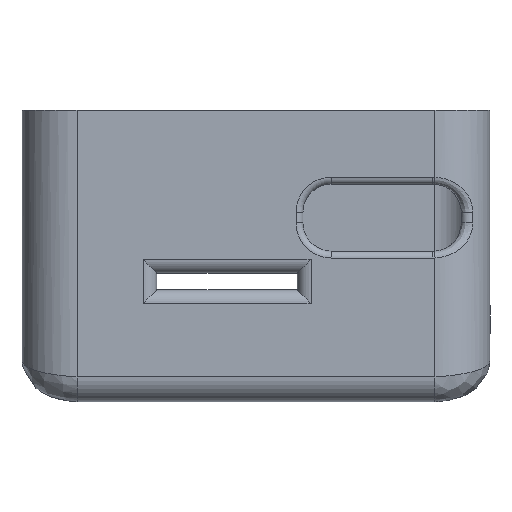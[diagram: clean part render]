
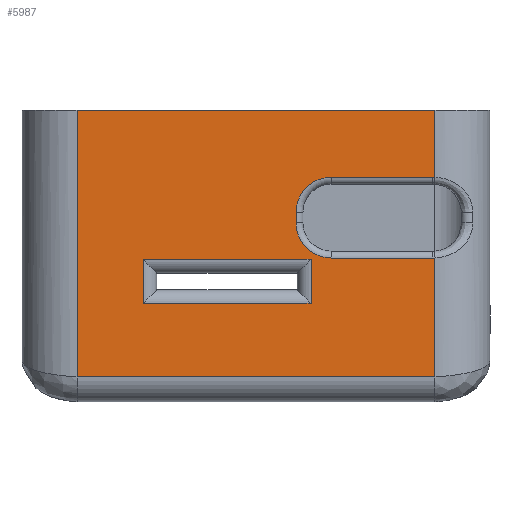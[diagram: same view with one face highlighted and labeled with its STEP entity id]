
A CAD part, left-side view. The second image highlights one B-rep face of the part: STEP entity #5987.
In plain terms, the highlighted planar face has unit normal (-1, 0, 0).
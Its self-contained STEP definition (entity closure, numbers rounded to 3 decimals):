
#4262 = VERTEX_POINT('',#4263);
#4263 = CARTESIAN_POINT('',(-21.,13.,52.4));
#4270 = EDGE_CURVE('',#4271,#4262,#4273,.T.);
#4271 = VERTEX_POINT('',#4272);
#4272 = CARTESIAN_POINT('',(-21.,-13.,52.4));
#4273 = LINE('',#4274,#4275);
#4274 = CARTESIAN_POINT('',(-21.,-13.,52.4));
#4275 = VECTOR('',#4276,1.);
#4276 = DIRECTION('',(0.,1.,0.));
#5950 = VERTEX_POINT('',#5951);
#5951 = CARTESIAN_POINT('',(-21.,13.,
    33.024));
#5977 = EDGE_CURVE('',#5950,#4262,#5978,.T.);
#5978 = LINE('',#5979,#5980);
#5979 = CARTESIAN_POINT('',(-21.,13.,41.4));
#5980 = VECTOR('',#5981,1.);
#5981 = DIRECTION('',(0.,0.,1.));
#5987 = ADVANCED_FACE('',(#5988,#6074),#6108,.T.);
#5988 = FACE_BOUND('',#5989,.T.);
#5989 = EDGE_LOOP('',(#5990,#6000,#6009,#6017,#6026,#6034,#6043,#6051,
    #6060,#6066,#6067,#6068));
#5990 = ORIENTED_EDGE('',*,*,#5991,.T.);
#5991 = EDGE_CURVE('',#5992,#5994,#5996,.T.);
#5992 = VERTEX_POINT('',#5993);
#5993 = CARTESIAN_POINT('',(-21.,-13.,
    33.024));
#5994 = VERTEX_POINT('',#5995);
#5995 = CARTESIAN_POINT('',(-21.,-13.,
    41.666));
#5996 = LINE('',#5997,#5998);
#5997 = CARTESIAN_POINT('',(-21.,-13.,24.4));
#5998 = VECTOR('',#5999,1.);
#5999 = DIRECTION('',(0.,0.,1.));
#6000 = ORIENTED_EDGE('',*,*,#6001,.F.);
#6001 = EDGE_CURVE('',#6002,#5994,#6004,.T.);
#6002 = VERTEX_POINT('',#6003);
#6003 = CARTESIAN_POINT('',(-21.,-12.857,
    41.662));
#6004 = CIRCLE('',#6005,2.55);
#6005 = AXIS2_PLACEMENT_3D('',#6006,#6007,#6008);
#6006 = CARTESIAN_POINT('',(-21.,-12.857,44.212));
#6007 = DIRECTION('',(-1.,0.,0.));
#6008 = DIRECTION('',(0.,0.,-1.));
#6009 = ORIENTED_EDGE('',*,*,#6010,.F.);
#6010 = EDGE_CURVE('',#6011,#6002,#6013,.T.);
#6011 = VERTEX_POINT('',#6012);
#6012 = CARTESIAN_POINT('',(-21.,-5.459,
    41.662));
#6013 = LINE('',#6014,#6015);
#6014 = CARTESIAN_POINT('',(-21.,-5.459,
    41.662));
#6015 = VECTOR('',#6016,1.);
#6016 = DIRECTION('',(0.,-1.,0.));
#6017 = ORIENTED_EDGE('',*,*,#6018,.F.);
#6018 = EDGE_CURVE('',#6019,#6011,#6021,.T.);
#6019 = VERTEX_POINT('',#6020);
#6020 = CARTESIAN_POINT('',(-21.,-2.909,44.212));
#6021 = CIRCLE('',#6022,2.55);
#6022 = AXIS2_PLACEMENT_3D('',#6023,#6024,#6025);
#6023 = CARTESIAN_POINT('',(-21.,-5.459,44.212));
#6024 = DIRECTION('',(-1.,0.,0.));
#6025 = DIRECTION('',(0.,1.,0.));
#6026 = ORIENTED_EDGE('',*,*,#6027,.F.);
#6027 = EDGE_CURVE('',#6028,#6019,#6030,.T.);
#6028 = VERTEX_POINT('',#6029);
#6029 = CARTESIAN_POINT('',(-21.,-2.909,
    44.985));
#6030 = LINE('',#6031,#6032);
#6031 = CARTESIAN_POINT('',(-21.,-2.909,
    44.985));
#6032 = VECTOR('',#6033,1.);
#6033 = DIRECTION('',(0.,0.,-1.));
#6034 = ORIENTED_EDGE('',*,*,#6035,.F.);
#6035 = EDGE_CURVE('',#6036,#6028,#6038,.T.);
#6036 = VERTEX_POINT('',#6037);
#6037 = CARTESIAN_POINT('',(-21.,-5.459,
    47.535));
#6038 = CIRCLE('',#6039,2.55);
#6039 = AXIS2_PLACEMENT_3D('',#6040,#6041,#6042);
#6040 = CARTESIAN_POINT('',(-21.,-5.459,
    44.985));
#6041 = DIRECTION('',(-1.,0.,0.));
#6042 = DIRECTION('',(0.,0.,1.));
#6043 = ORIENTED_EDGE('',*,*,#6044,.F.);
#6044 = EDGE_CURVE('',#6045,#6036,#6047,.T.);
#6045 = VERTEX_POINT('',#6046);
#6046 = CARTESIAN_POINT('',(-21.,-12.857,
    47.535));
#6047 = LINE('',#6048,#6049);
#6048 = CARTESIAN_POINT('',(-21.,-12.857,
    47.535));
#6049 = VECTOR('',#6050,1.);
#6050 = DIRECTION('',(0.,1.,0.));
#6051 = ORIENTED_EDGE('',*,*,#6052,.F.);
#6052 = EDGE_CURVE('',#6053,#6045,#6055,.T.);
#6053 = VERTEX_POINT('',#6054);
#6054 = CARTESIAN_POINT('',(-21.,-13.,
    47.531));
#6055 = CIRCLE('',#6056,2.55);
#6056 = AXIS2_PLACEMENT_3D('',#6057,#6058,#6059);
#6057 = CARTESIAN_POINT('',(-21.,-12.857,
    44.985));
#6058 = DIRECTION('',(-1.,0.,0.));
#6059 = DIRECTION('',(0.,-0.07,
    0.998));
#6060 = ORIENTED_EDGE('',*,*,#6061,.T.);
#6061 = EDGE_CURVE('',#6053,#4271,#6062,.T.);
#6062 = LINE('',#6063,#6064);
#6063 = CARTESIAN_POINT('',(-21.,-13.,24.4));
#6064 = VECTOR('',#6065,1.);
#6065 = DIRECTION('',(0.,0.,1.));
#6066 = ORIENTED_EDGE('',*,*,#4270,.T.);
#6067 = ORIENTED_EDGE('',*,*,#5977,.F.);
#6068 = ORIENTED_EDGE('',*,*,#6069,.F.);
#6069 = EDGE_CURVE('',#5992,#5950,#6070,.T.);
#6070 = LINE('',#6071,#6072);
#6071 = CARTESIAN_POINT('',(-21.,-13.,
    33.024));
#6072 = VECTOR('',#6073,1.);
#6073 = DIRECTION('',(0.,1.,0.));
#6074 = FACE_BOUND('',#6075,.T.);
#6075 = EDGE_LOOP('',(#6076,#6086,#6094,#6102));
#6076 = ORIENTED_EDGE('',*,*,#6077,.F.);
#6077 = EDGE_CURVE('',#6078,#6080,#6082,.T.);
#6078 = VERTEX_POINT('',#6079);
#6079 = CARTESIAN_POINT('',(-21.,-3.997,41.563));
#6080 = VERTEX_POINT('',#6081);
#6081 = CARTESIAN_POINT('',(-21.,8.203,41.563));
#6082 = LINE('',#6083,#6084);
#6083 = CARTESIAN_POINT('',(-21.,-2.997,41.563));
#6084 = VECTOR('',#6085,1.);
#6085 = DIRECTION('',(0.,1.,0.));
#6086 = ORIENTED_EDGE('',*,*,#6087,.F.);
#6087 = EDGE_CURVE('',#6088,#6078,#6090,.T.);
#6088 = VERTEX_POINT('',#6089);
#6089 = CARTESIAN_POINT('',(-21.,-3.997,38.363));
#6090 = LINE('',#6091,#6092);
#6091 = CARTESIAN_POINT('',(-21.,-3.997,39.363));
#6092 = VECTOR('',#6093,1.);
#6093 = DIRECTION('',(0.,0.,1.));
#6094 = ORIENTED_EDGE('',*,*,#6095,.F.);
#6095 = EDGE_CURVE('',#6096,#6088,#6098,.T.);
#6096 = VERTEX_POINT('',#6097);
#6097 = CARTESIAN_POINT('',(-21.,8.203,38.363));
#6098 = LINE('',#6099,#6100);
#6099 = CARTESIAN_POINT('',(-21.,7.203,38.363));
#6100 = VECTOR('',#6101,1.);
#6101 = DIRECTION('',(0.,-1.,0.));
#6102 = ORIENTED_EDGE('',*,*,#6103,.F.);
#6103 = EDGE_CURVE('',#6080,#6096,#6104,.T.);
#6104 = LINE('',#6105,#6106);
#6105 = CARTESIAN_POINT('',(-21.,8.203,40.563));
#6106 = VECTOR('',#6107,1.);
#6107 = DIRECTION('',(0.,0.,-1.));
#6108 = PLANE('',#6109);
#6109 = AXIS2_PLACEMENT_3D('',#6110,#6111,#6112);
#6110 = CARTESIAN_POINT('',(-21.,0.,
    42.712));
#6111 = DIRECTION('',(-1.,0.,0.));
#6112 = DIRECTION('',(0.,-1.,0.));
